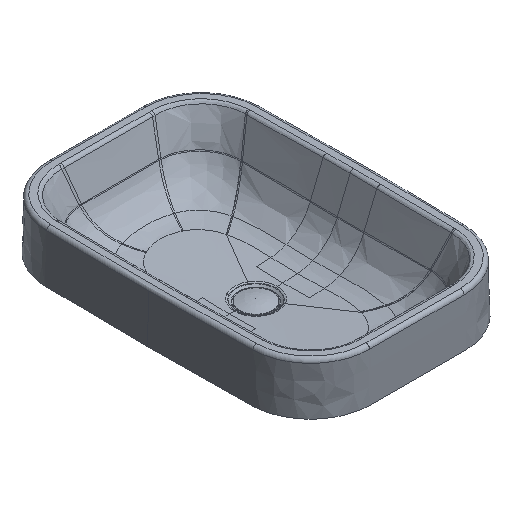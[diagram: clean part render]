
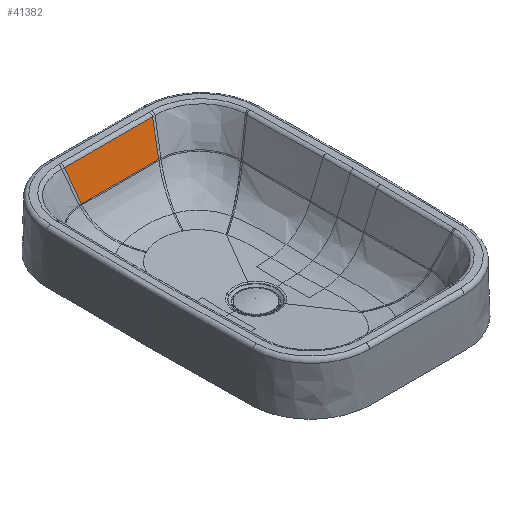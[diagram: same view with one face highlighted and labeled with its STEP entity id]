
A CAD part, isometric view. The second image highlights one B-rep face of the part: STEP entity #41382.
In plain terms, the highlighted free-form (B-spline) face has degree [5, 5] with [9, 6] control points.
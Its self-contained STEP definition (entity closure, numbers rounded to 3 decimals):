
#41225=CARTESIAN_POINT('',(251.886,71.548,-49.908));
#41226=VERTEX_POINT('',#41225);
#41234=CARTESIAN_POINT('',(273.322,81.622,2.479));
#41235=VERTEX_POINT('',#41234);
#41236=CARTESIAN_POINT('',(273.322,81.622,2.479));
#41237=CARTESIAN_POINT('',(266.177,78.263,-14.983));
#41238=CARTESIAN_POINT('',(259.031,74.905,-32.446));
#41239=CARTESIAN_POINT('',(251.886,71.548,-49.908));
#41240=B_SPLINE_CURVE_WITH_KNOTS('',3,(#41236,#41237,#41238,#41239),.UNSPECIFIED.,.F.,.U.,(4,4),(-28.139,34.237),.UNSPECIFIED.);
#41241=EDGE_CURVE('',#41235,#41226,#41240,.T.);
#41264=CARTESIAN_POINT('',(251.886,71.548,-49.908));
#41265=CARTESIAN_POINT('',(252.013,56.789,-49.902));
#41266=CARTESIAN_POINT('',(252.093,43.457,-49.898));
#41267=CARTESIAN_POINT('',(252.157,29.63,-49.895));
#41268=CARTESIAN_POINT('',(252.221,0.,-49.891));
#41269=CARTESIAN_POINT('',(252.157,-29.63,-49.895));
#41270=CARTESIAN_POINT('',(252.093,-43.457,-49.898));
#41271=CARTESIAN_POINT('',(252.013,-56.789,-49.902));
#41272=CARTESIAN_POINT('',(251.886,-71.548,-49.908));
#41273=CARTESIAN_POINT('',(256.173,73.562,-39.431));
#41274=CARTESIAN_POINT('',(256.277,58.353,-39.426));
#41275=CARTESIAN_POINT('',(256.343,44.63,-39.422));
#41276=CARTESIAN_POINT('',(256.395,30.417,-39.419));
#41277=CARTESIAN_POINT('',(256.447,0.,-39.417));
#41278=CARTESIAN_POINT('',(256.395,-30.417,-39.419));
#41279=CARTESIAN_POINT('',(256.343,-44.63,-39.422));
#41280=CARTESIAN_POINT('',(256.277,-58.353,-39.426));
#41281=CARTESIAN_POINT('',(256.173,-73.562,-39.431));
#41282=CARTESIAN_POINT('',(260.46,75.577,-28.953));
#41283=CARTESIAN_POINT('',(260.541,59.916,-28.949));
#41284=CARTESIAN_POINT('',(260.592,45.802,-28.947));
#41285=CARTESIAN_POINT('',(260.633,31.205,-28.944));
#41286=CARTESIAN_POINT('',(260.673,0.,-28.942));
#41287=CARTESIAN_POINT('',(260.633,-31.205,-28.944));
#41288=CARTESIAN_POINT('',(260.592,-45.802,-28.947));
#41289=CARTESIAN_POINT('',(260.541,-59.916,-28.949));
#41290=CARTESIAN_POINT('',(260.46,-75.577,-28.953));
#41291=CARTESIAN_POINT('',(264.748,77.592,-18.476));
#41292=CARTESIAN_POINT('',(264.805,61.48,-18.473));
#41293=CARTESIAN_POINT('',(264.842,46.975,-18.471));
#41294=CARTESIAN_POINT('',(264.871,31.993,-18.469));
#41295=CARTESIAN_POINT('',(264.9,0.,-18.467));
#41296=CARTESIAN_POINT('',(264.871,-31.993,-18.469));
#41297=CARTESIAN_POINT('',(264.842,-46.975,-18.471));
#41298=CARTESIAN_POINT('',(264.805,-61.48,-18.473));
#41299=CARTESIAN_POINT('',(264.748,-77.592,-18.476));
#41300=CARTESIAN_POINT('',(269.035,79.607,-7.998));
#41301=CARTESIAN_POINT('',(269.069,63.044,-7.996));
#41302=CARTESIAN_POINT('',(269.091,48.148,-7.995));
#41303=CARTESIAN_POINT('',(269.109,32.78,-7.993));
#41304=CARTESIAN_POINT('',(269.126,0.,-7.992));
#41305=CARTESIAN_POINT('',(269.109,-32.78,-7.993));
#41306=CARTESIAN_POINT('',(269.091,-48.148,-7.995));
#41307=CARTESIAN_POINT('',(269.069,-63.044,-7.996));
#41308=CARTESIAN_POINT('',(269.035,-79.607,-7.998));
#41309=CARTESIAN_POINT('',(273.322,81.622,2.479));
#41310=CARTESIAN_POINT('',(273.333,64.608,2.48));
#41311=CARTESIAN_POINT('',(273.341,49.32,2.481));
#41312=CARTESIAN_POINT('',(273.347,33.568,2.482));
#41313=CARTESIAN_POINT('',(273.353,0.,2.483));
#41314=CARTESIAN_POINT('',(273.347,-33.568,2.482));
#41315=CARTESIAN_POINT('',(273.341,-49.32,2.481));
#41316=CARTESIAN_POINT('',(273.333,-64.608,2.48));
#41317=CARTESIAN_POINT('',(273.322,-81.622,2.479));
#41318=B_SPLINE_SURFACE_WITH_KNOTS('',5,5,((#41264,#41273,#41282,#41291,#41300,#41309),(#41265,#41274,#41283,#41292,#41301,#41310),(#41266,#41275,#41284,#41293,#41302,#41311),(#41267,#41276,#41285,#41294,#41303,#41312),(#41268,#41277,#41286,#41295,#41304,#41313),(#41269,#41278,#41287,#41296,#41305,#41314),(#41270,#41279,#41288,#41297,#41306,#41315),(#41271,#41280,#41289,#41298,#41307,#41316),(#41272,#41281,#41290,#41299,#41308,#41317)),.UNSPECIFIED.,.F.,.F.,.U.,(6,3,6),(6,6),(0.0,75.88,151.76),(-35.207,27.168),.UNSPECIFIED.);
#41319=ORIENTED_EDGE('',*,*,#41241,.T.);
#41320=CARTESIAN_POINT('',(251.886,-71.548,-49.908));
#41321=VERTEX_POINT('',#41320);
#41322=CARTESIAN_POINT('',(251.886,71.548,-49.908));
#41323=CARTESIAN_POINT('',(251.963,62.531,-49.905));
#41324=CARTESIAN_POINT('',(252.021,54.11,-49.902));
#41325=CARTESIAN_POINT('',(252.067,45.598,-49.899));
#41326=CARTESIAN_POINT('',(252.112,37.115,-49.897));
#41327=CARTESIAN_POINT('',(252.146,28.542,-49.895));
#41328=CARTESIAN_POINT('',(252.166,19.713,-49.894));
#41329=CARTESIAN_POINT('',(252.181,13.231,-49.894));
#41330=CARTESIAN_POINT('',(252.189,6.622,-49.893));
#41331=CARTESIAN_POINT('',(252.189,0.,-49.893));
#41332=CARTESIAN_POINT('',(252.189,-9.014,-49.893));
#41333=CARTESIAN_POINT('',(252.174,-17.984,-49.894));
#41334=CARTESIAN_POINT('',(252.147,-26.693,-49.895));
#41335=CARTESIAN_POINT('',(252.12,-35.432,-49.897));
#41336=CARTESIAN_POINT('',(252.08,-43.906,-49.899));
#41337=CARTESIAN_POINT('',(252.027,-52.422,-49.901));
#41338=CARTESIAN_POINT('',(251.989,-58.665,-49.903));
#41339=CARTESIAN_POINT('',(251.943,-64.941,-49.905));
#41340=CARTESIAN_POINT('',(251.886,-71.548,-49.908));
#41341=B_SPLINE_CURVE_WITH_KNOTS('',3,(#41322,#41323,#41324,#41325,#41326,#41327,#41328,#41329,#41330,#41331,#41332,#41333,#41334,#41335,#41336,#41337,#41338,#41339,#41340),.UNSPECIFIED.,.F.,.U.,(4,3,3,3,3,3,4),(0.,27.815,55.531,75.88,103.581,131.38,151.76),.UNSPECIFIED.);
#41342=EDGE_CURVE('',#41226,#41321,#41341,.T.);
#41343=ORIENTED_EDGE('',*,*,#41342,.T.);
#41344=CARTESIAN_POINT('',(273.322,-81.622,2.479));
#41345=VERTEX_POINT('',#41344);
#41346=CARTESIAN_POINT('',(273.322,-81.622,2.479));
#41347=CARTESIAN_POINT('',(266.177,-78.263,-14.983));
#41348=CARTESIAN_POINT('',(259.031,-74.905,-32.446));
#41349=CARTESIAN_POINT('',(251.886,-71.548,-49.908));
#41350=B_SPLINE_CURVE_WITH_KNOTS('',3,(#41346,#41347,#41348,#41349),.UNSPECIFIED.,.F.,.U.,(4,4),(-28.139,34.237),.UNSPECIFIED.);
#41351=EDGE_CURVE('',#41345,#41321,#41350,.T.);
#41352=ORIENTED_EDGE('',*,*,#41351,.F.);
#41353=CARTESIAN_POINT('',(273.322,-81.622,2.479));
#41354=CARTESIAN_POINT('',(273.322,-80.806,2.478));
#41355=CARTESIAN_POINT('',(273.322,-79.994,2.478));
#41356=CARTESIAN_POINT('',(273.323,-79.175,2.477));
#41357=CARTESIAN_POINT('',(273.324,-75.878,2.475));
#41358=CARTESIAN_POINT('',(273.325,-72.606,2.473));
#41359=CARTESIAN_POINT('',(273.326,-70.173,2.471));
#41360=CARTESIAN_POINT('',(273.327,-64.496,2.468));
#41361=CARTESIAN_POINT('',(273.329,-58.853,2.465));
#41362=CARTESIAN_POINT('',(273.33,-55.629,2.463));
#41363=CARTESIAN_POINT('',(273.333,-43.709,2.458));
#41364=CARTESIAN_POINT('',(273.335,-31.756,2.454));
#41365=CARTESIAN_POINT('',(273.336,-22.94,2.452));
#41366=CARTESIAN_POINT('',(273.337,-9.531,2.45));
#41367=CARTESIAN_POINT('',(273.337,3.928,2.45));
#41368=CARTESIAN_POINT('',(273.336,8.22,2.45));
#41369=CARTESIAN_POINT('',(273.336,20.602,2.451));
#41370=CARTESIAN_POINT('',(273.334,32.875,2.454));
#41371=CARTESIAN_POINT('',(273.333,40.551,2.457));
#41372=CARTESIAN_POINT('',(273.33,53.303,2.462));
#41373=CARTESIAN_POINT('',(273.327,66.097,2.469));
#41374=CARTESIAN_POINT('',(273.325,71.22,2.472));
#41375=CARTESIAN_POINT('',(273.324,76.385,2.475));
#41376=CARTESIAN_POINT('',(273.322,81.622,2.479));
#41377=B_SPLINE_CURVE_WITH_KNOTS('',5,(#41353,#41354,#41355,#41356,#41357,#41358,#41359,#41360,#41361,#41362,#41363,#41364,#41365,#41366,#41367,#41368,#41369,#41370,#41371,#41372,#41373,#41374,#41375,#41376),.UNSPECIFIED.,.F.,.U.,(6,3,3,3,3,3,3,6),(76.235,81.873,98.464,120.692,180.819,211.364,264.49,299.578),.UNSPECIFIED.);
#41378=EDGE_CURVE('',#41345,#41235,#41377,.T.);
#41379=ORIENTED_EDGE('',*,*,#41378,.T.);
#41380=EDGE_LOOP('',(#41319,#41343,#41352,#41379));
#41381=FACE_OUTER_BOUND('',#41380,.T.);
#41382=ADVANCED_FACE('',(#41381),#41318,.T.);
